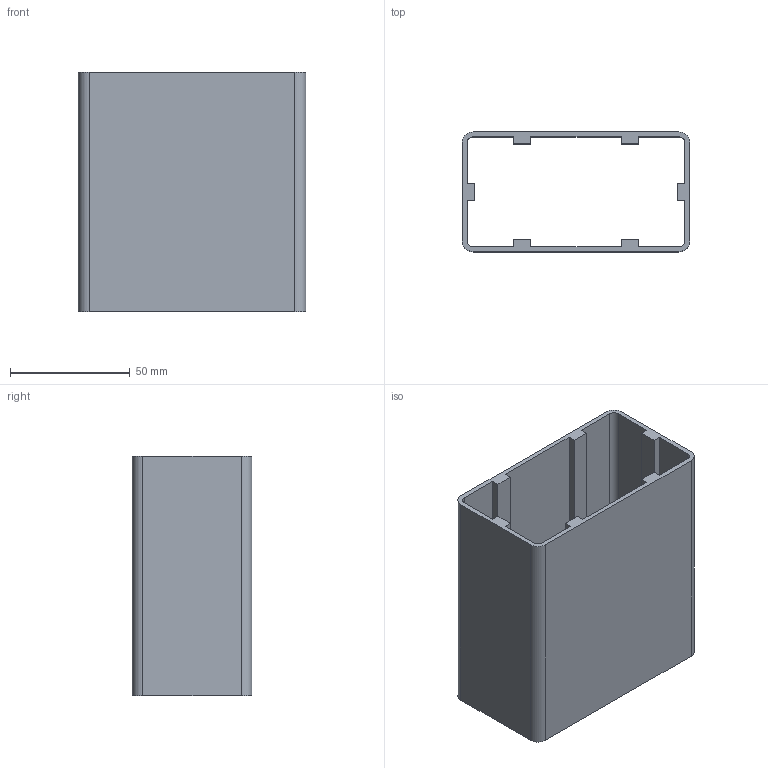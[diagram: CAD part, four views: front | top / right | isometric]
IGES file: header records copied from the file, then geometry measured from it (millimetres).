
Global section: file name: 194590.stp.ipt; native system: Autodesk Inventor 2014; preprocessor: unknown; author: zeman; date: 20151016.101310; units: millimetre
Bounding box: 95 x 50 x 100 mm (x, y, z)
Volume: 68158.2 mm3; surface area: 60161.4 mm2
Topology: 1 solids, 1 shells, 42 faces, 120 edges, 80 vertices
Faces by surface type: plane 34, revolution 4, cylinder 4
